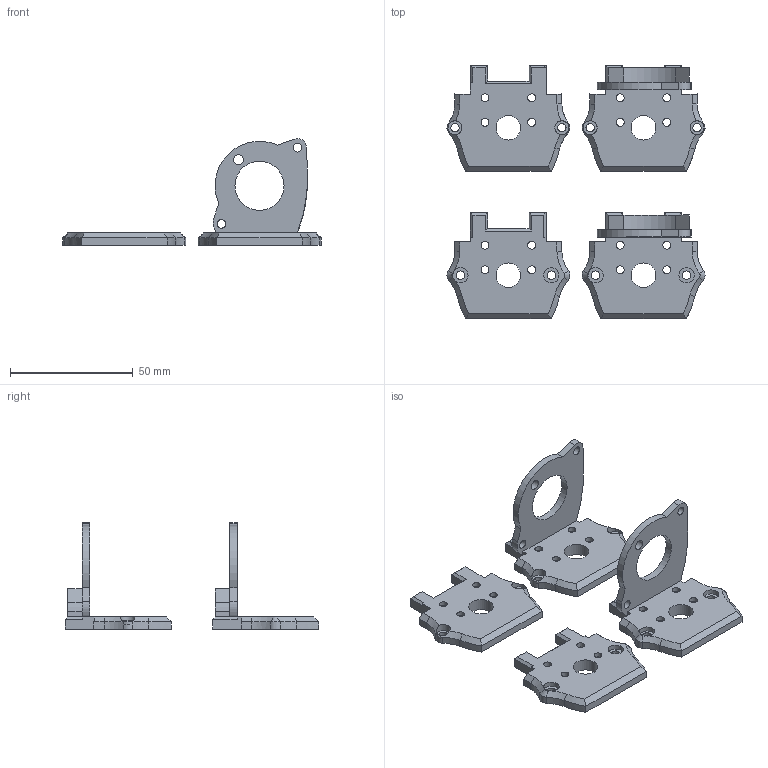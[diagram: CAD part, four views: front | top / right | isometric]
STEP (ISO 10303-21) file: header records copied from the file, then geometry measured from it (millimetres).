
FILE_DESCRIPTION(/* description */ (''),/* implementation_level */ '2;1');
FILE_NAME(/* name */ 'LGXlite_mount v0 v2.step',/* time_stamp */ '2022-08-24T00:16:06+09:00',/* author */ (''),/* organization */ (''),/* preprocessor_version */ 'ST-DEVELOPER v19',/* originating_system */ 'Autodesk Translation Framework v11.7.0.108',/* authorisation */ '');
FILE_SCHEMA (('AUTOMOTIVE_DESIGN { 1 0 10303 214 3 1 1 }'));
Length unit declared in the file: millimetre
Products named in the file (4): LGXlite_mount v0; Bduct_lgxLite_Back v1; Aduct-lgxlite_Back v2; Aduct-lgxLite_Noback v1
Assembly tree (3 placements, depth 2):
  LGXlite_mount v0
    Bduct_lgxLite_Back v1
    Aduct-lgxlite_Back v2
    Aduct-lgxLite_Noback v1
Bounding box: 105 x 103.24 x 43.35 mm (x, y, z)
Volume: 34493.5 mm3; surface area: 22616.3 mm2
Topology: 4 solids, 4 shells, 304 faces, 783 edges, 489 vertices
Faces by surface type: plane 142, cylinder 80, bspline 58, cone 24
Full cylindrical faces by diameter (mm): 3.2 x16, 3.4 x4, 3.5 x8, 4.05 x2, 5.7 x4, 6 x16, 6.2 x2, 10 x4, 20 x2
Entity records: 11134 total; most frequent: CARTESIAN_POINT 3695, ORIENTED_EDGE 1566, DIRECTION 1403, EDGE_CURVE 783, VERTEX_POINT 489, LINE 481, VECTOR 481, AXIS2_PLACEMENT_3D 461
